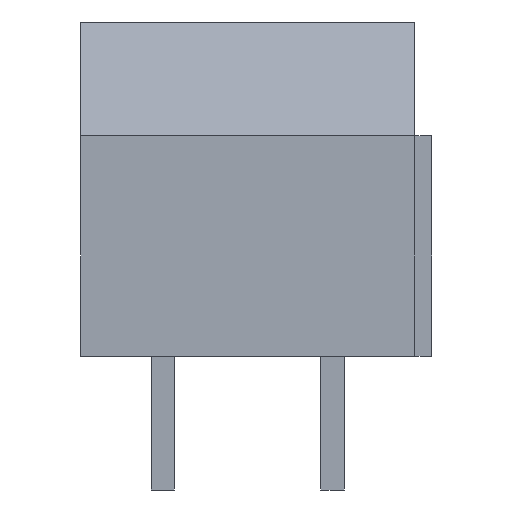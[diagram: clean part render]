
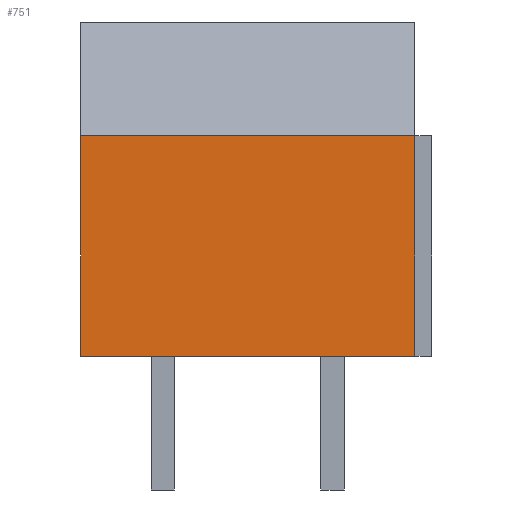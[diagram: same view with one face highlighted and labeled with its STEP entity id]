
A CAD part, front view. The second image highlights one B-rep face of the part: STEP entity #751.
In plain terms, the highlighted free-form (B-spline) face has degree [1, 1] with [2, 2] control points.
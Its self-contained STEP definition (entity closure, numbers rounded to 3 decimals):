
#716=(
BOUNDED_SURFACE()
B_SPLINE_SURFACE(1,1,((#717,#718),(#719,#720)),.UNSPECIFIED.,.F.,.F.,.F.)
B_SPLINE_SURFACE_WITH_KNOTS((2,2),(2,2),(0.000,1.000),(0.000,1.000),.UNSPECIFIED.)
GEOMETRIC_REPRESENTATION_ITEM()
RATIONAL_B_SPLINE_SURFACE(((1.,1.),(1.,1.)))
REPRESENTATION_ITEM('')
SURFACE()
);
#717=CARTESIAN_POINT('',(7.54,-4.2,6.6));
#718=CARTESIAN_POINT('',(7.54,-4.2,0.));
#719=CARTESIAN_POINT('',(-2.46,-4.2,6.6));
#720=CARTESIAN_POINT('',(-2.46,-4.2,0.));
#721=CARTESIAN_POINT('',(7.54,-4.2,6.6));
#722=VERTEX_POINT('',#721);
#723=(
BOUNDED_CURVE()
B_SPLINE_CURVE(1,(#724,#725),.UNSPECIFIED.,.F.,.F.)
B_SPLINE_CURVE_WITH_KNOTS((2,2),(0.000,1.000),.UNSPECIFIED.)
CURVE()
GEOMETRIC_REPRESENTATION_ITEM()
RATIONAL_B_SPLINE_CURVE((1.,1.))
REPRESENTATION_ITEM('')
);
#724=CARTESIAN_POINT('',(7.54,-4.2,6.6));
#725=CARTESIAN_POINT('',(7.54,-4.2,0.));
#726=CARTESIAN_POINT('',(7.54,-4.2,0.));
#727=VERTEX_POINT('',#726);
#728=EDGE_CURVE('',#722,#727,#723,.T.);
#729=ORIENTED_EDGE('',*,*,#728,.T.);
#730=(
BOUNDED_CURVE()
B_SPLINE_CURVE(1,(#731,#732),.UNSPECIFIED.,.F.,.F.)
B_SPLINE_CURVE_WITH_KNOTS((2,2),(0.000,1.000),.UNSPECIFIED.)
CURVE()
GEOMETRIC_REPRESENTATION_ITEM()
RATIONAL_B_SPLINE_CURVE((1.,1.))
REPRESENTATION_ITEM('')
);
#731=CARTESIAN_POINT('',(7.54,-4.2,0.));
#732=CARTESIAN_POINT('',(-2.46,-4.2,0.));
#733=CARTESIAN_POINT('',(-2.46,-4.2,0.));
#734=VERTEX_POINT('',#733);
#735=EDGE_CURVE('',#727,#734,#730,.T.);
#736=ORIENTED_EDGE('',*,*,#735,.T.);
#737=(
BOUNDED_CURVE()
B_SPLINE_CURVE(1,(#738,#739),.UNSPECIFIED.,.F.,.F.)
B_SPLINE_CURVE_WITH_KNOTS((2,2),(0.000,1.000),.UNSPECIFIED.)
CURVE()
GEOMETRIC_REPRESENTATION_ITEM()
RATIONAL_B_SPLINE_CURVE((1.,1.))
REPRESENTATION_ITEM('')
);
#738=CARTESIAN_POINT('',(-2.46,-4.2,0.));
#739=CARTESIAN_POINT('',(-2.46,-4.2,6.6));
#740=CARTESIAN_POINT('',(-2.46,-4.2,6.6));
#741=VERTEX_POINT('',#740);
#742=EDGE_CURVE('',#734,#741,#737,.T.);
#743=ORIENTED_EDGE('',*,*,#742,.T.);
#744=(
BOUNDED_CURVE()
B_SPLINE_CURVE(1,(#745,#746),.UNSPECIFIED.,.F.,.F.)
B_SPLINE_CURVE_WITH_KNOTS((2,2),(0.000,1.000),.UNSPECIFIED.)
CURVE()
GEOMETRIC_REPRESENTATION_ITEM()
RATIONAL_B_SPLINE_CURVE((1.,1.))
REPRESENTATION_ITEM('')
);
#745=CARTESIAN_POINT('',(-2.46,-4.2,6.6));
#746=CARTESIAN_POINT('',(7.54,-4.2,6.6));
#747=EDGE_CURVE('',#741,#722,#744,.T.);
#748=ORIENTED_EDGE('',*,*,#747,.T.);
#749=EDGE_LOOP('',(#729,#736,#743,#748));
#750=FACE_OUTER_BOUND('',#749,.T.);
#751=ADVANCED_FACE('',(#750),#716,.T.);
